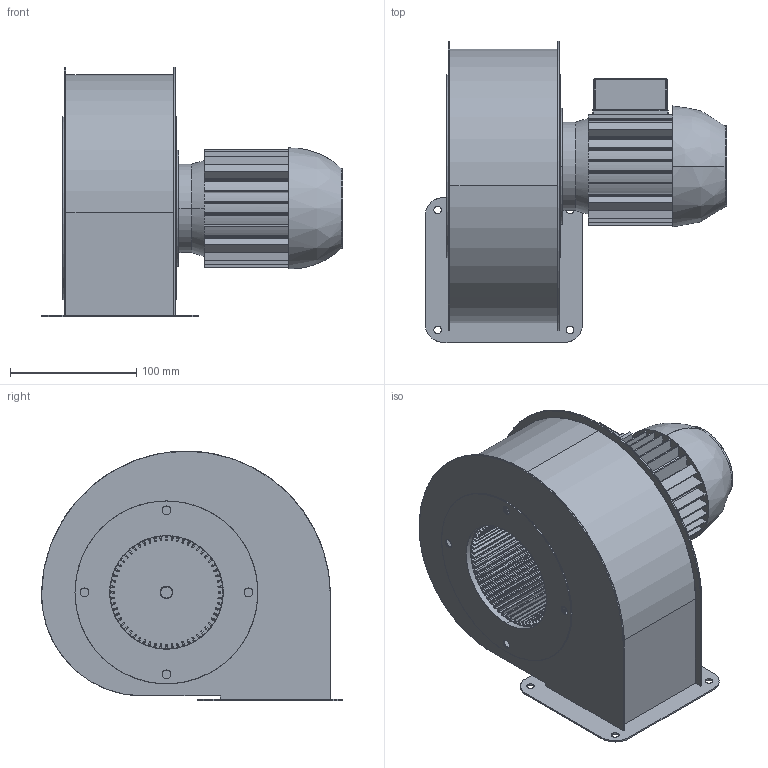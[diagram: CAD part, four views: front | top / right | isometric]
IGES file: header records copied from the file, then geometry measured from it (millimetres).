
Start section: SolidWorks IGES file using analytic representation for surfaces
Global section: file name: Assieme DIC 100.IGS; native system: SolidWorks 2022; preprocessor: SolidWorks 2022; author: girelli; date: 230117.104549; units: millimetre
Bounding box: 239.3 x 238.5 x 198 mm (x, y, z)
Surface area: 439325.1 mm2 (no closed solid volume)
Topology: 0 solids, 0 shells, 1851 faces, 13161 edges, 12902 vertices
Faces by surface type: bspline 1085, revolution 766
